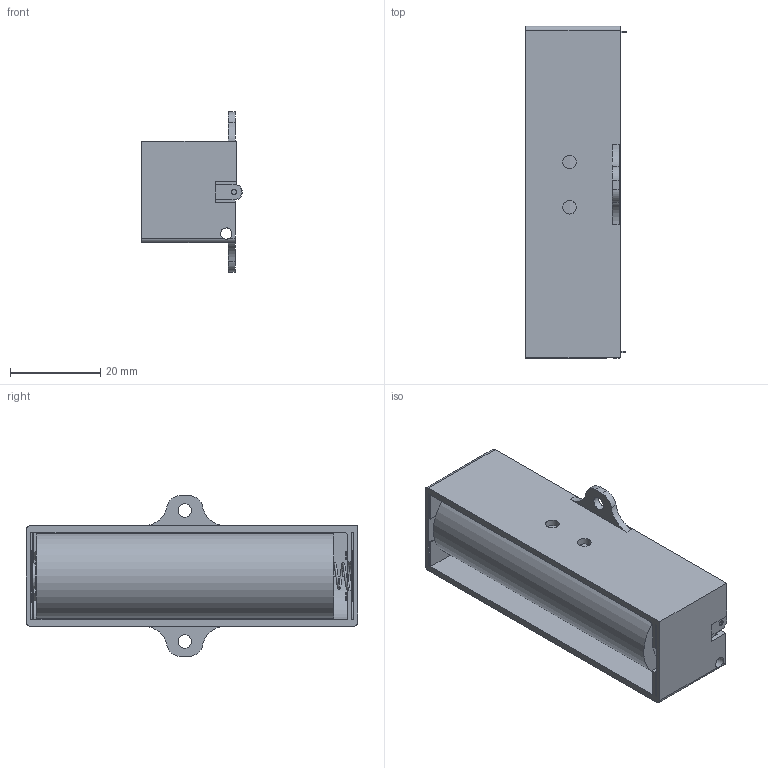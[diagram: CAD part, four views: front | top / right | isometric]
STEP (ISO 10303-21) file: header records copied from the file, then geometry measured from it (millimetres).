
FILE_DESCRIPTION(/* description */ (''),/* implementation_level */ '2;1');
FILE_NAME(/* name */ '18650 battery case V10.step',/* time_stamp */ '2021-07-14T16:43:24+02:00',/* author */ (''),/* organization */ (''),/* preprocessor_version */ 'ST-DEVELOPER v18.1',/* originating_system */ 'Autodesk Translation Framework v10.9.0.1377',/* authorisation */ '');
FILE_SCHEMA (('AUTOMOTIVE_DESIGN { 1 0 10303 214 3 1 1 }'));
Length unit declared in the file: millimetre
Products named in the file (4): 18650 battery case; AA POSITIVE; 18650 battery; AA NEGATIVE
Assembly tree (3 placements, depth 2):
  18650 battery case
    AA POSITIVE
    18650 battery
    AA NEGATIVE
Bounding box: 22.22 x 73.49 x 35.56 mm (x, y, z)
Volume: 26990.9 mm3; surface area: 17868.1 mm2
Topology: 7 solids, 7 shells, 145 faces, 388 edges, 253 vertices
Faces by surface type: plane 106, cylinder 36, bspline 2, cone 1
Full cylindrical faces by diameter (mm): 1.15 x2, 2.5 x1, 3 x4, 6 x2, 8.8 x1, 12.5 x1, 18.7 x1
Entity records: 5574 total; most frequent: CARTESIAN_POINT 1689, ORIENTED_EDGE 776, DIRECTION 763, EDGE_CURVE 388, LINE 303, VECTOR 303, VERTEX_POINT 253, AXIS2_PLACEMENT_3D 230
